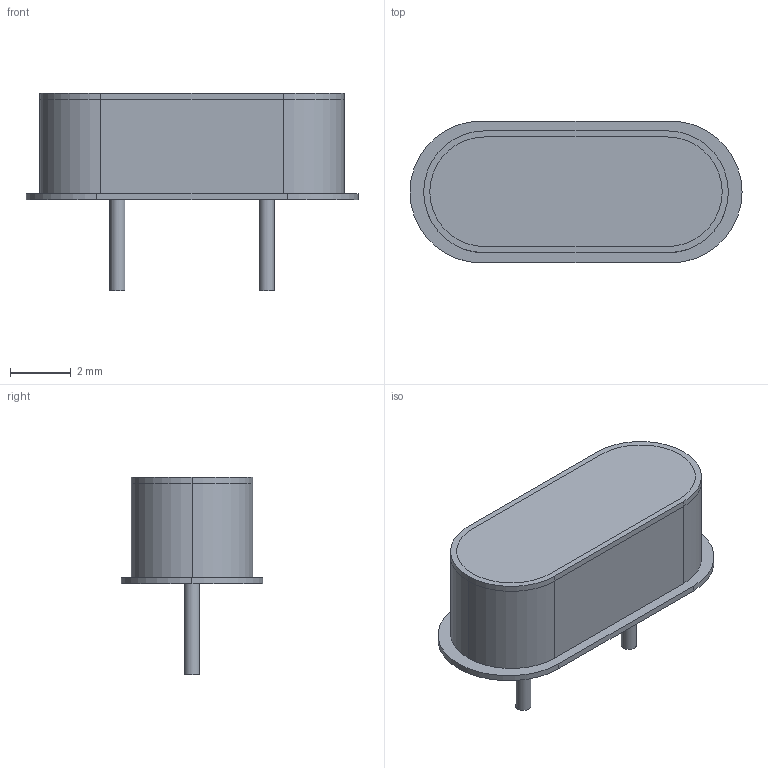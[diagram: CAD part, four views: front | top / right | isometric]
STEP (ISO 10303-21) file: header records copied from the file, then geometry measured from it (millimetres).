
FILE_DESCRIPTION(('FreeCAD Model'),'2;1');
FILE_NAME('HC18U.step','2018-03-08T15:48:03',( 'kicad StepUp'),('ksu MCAD'),'Open CASCADE STEP processor 6.8', 'FreeCAD','Unknown');
FILE_SCHEMA(('AUTOMOTIVE_DESIGN_CC2 { 1 2 10303 214 -1 1 5 4 }'));
Length unit declared in the file: millimetre
Products named in the file (2): ASSEMBLY; HC18U
Assembly tree (1 placements, depth 2):
  ASSEMBLY
    HC18U
Bounding box: 10.9 x 4.65 x 6.5 mm (x, y, z)
Volume: 131.1 mm3; surface area: 188 mm2
Topology: 1 solids, 1 shells, 27 faces, 66 edges, 46 vertices
Faces by surface type: cylinder 14, plane 13
Full cylindrical faces by diameter (mm): 0.5 x2
Entity records: 1041 total; most frequent: DIRECTION 156, CARTESIAN_POINT 141, ORIENTED_EDGE 132, EDGE_CURVE 66, AXIS2_PLACEMENT_3D 61, VERTEX_POINT 46, LINE 34, VECTOR 34
